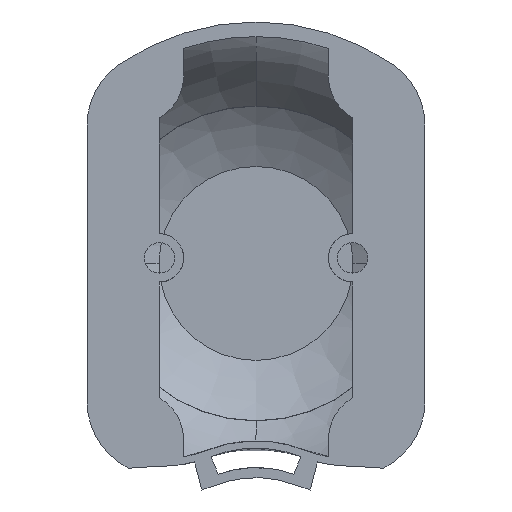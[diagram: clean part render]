
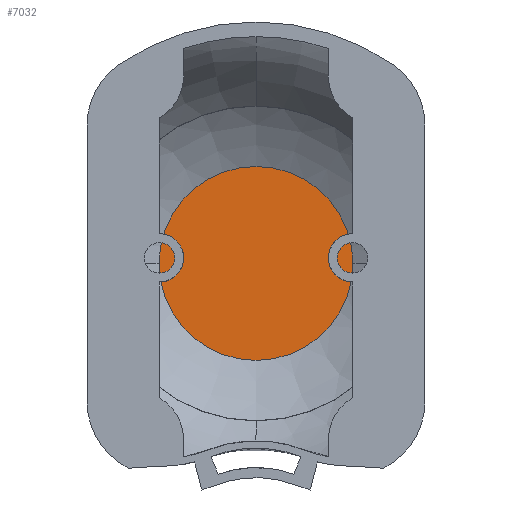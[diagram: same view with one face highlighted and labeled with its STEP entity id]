
A CAD part, front view. The second image highlights one B-rep face of the part: STEP entity #7032.
In plain terms, the highlighted planar face has unit normal (0, -1, 0).
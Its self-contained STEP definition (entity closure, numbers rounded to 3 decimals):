
#662 = CARTESIAN_POINT ( 'NONE',  ( 20.078, 35.618, 0. ) ) ;
#820 = CARTESIAN_POINT ( 'NONE',  ( -20.078, 35.618, 0. ) ) ;
#1669 = VERTEX_POINT ( 'NONE', #820 ) ;
#1713 = DIRECTION ( 'NONE',  ( 0., 0., 1. ) ) ;
#1720 = DIRECTION ( 'NONE',  ( 0., 1., 0. ) ) ;
#1732 = CARTESIAN_POINT ( 'NONE',  ( 0., 35.618, 0. ) ) ;
#2572 = VERTEX_POINT ( 'NONE', #662 ) ;
#2889 = DIRECTION ( 'NONE',  ( 0., 0., -1. ) ) ;
#2897 = DIRECTION ( 'NONE',  ( 0., -1., 0. ) ) ;
#2912 = CARTESIAN_POINT ( 'NONE',  ( -20.078, 35.618, 0. ) ) ;
#3060 = PLANE ( 'NONE',  #4583 ) ;
#3132 = CIRCLE ( 'NONE', #4766, 20.078 ) ;
#3808 = AXIS2_PLACEMENT_3D ( 'NONE', #5613, #5602, #5599 ) ;
#4101 = FACE_OUTER_BOUND ( 'NONE', #5470, .T. ) ;
#4583 = AXIS2_PLACEMENT_3D ( 'NONE', #2912, #2897, #2889 ) ;
#4766 = AXIS2_PLACEMENT_3D ( 'NONE', #1732, #1720, #1713 ) ;
#5040 = CIRCLE ( 'NONE', #3808, 20.078 ) ;
#5470 = EDGE_LOOP ( 'NONE', ( #7168, #7123 ) ) ;
#5599 = DIRECTION ( 'NONE',  ( 0., 0., 1. ) ) ;
#5602 = DIRECTION ( 'NONE',  ( 0., 1., 0. ) ) ;
#5613 = CARTESIAN_POINT ( 'NONE',  ( 0., 35.618, 0. ) ) ;
#5777 = EDGE_CURVE ( 'NONE', #2572, #1669, #3132, .T. ) ;
#6128 = EDGE_CURVE ( 'NONE', #1669, #2572, #5040, .T. ) ;
#7032 = ADVANCED_FACE ( 'NONE', ( #4101 ), #3060, .T. ) ;
#7123 = ORIENTED_EDGE ( 'NONE', *, *, #5777, .F. ) ;
#7168 = ORIENTED_EDGE ( 'NONE', *, *, #6128, .F. ) ;
